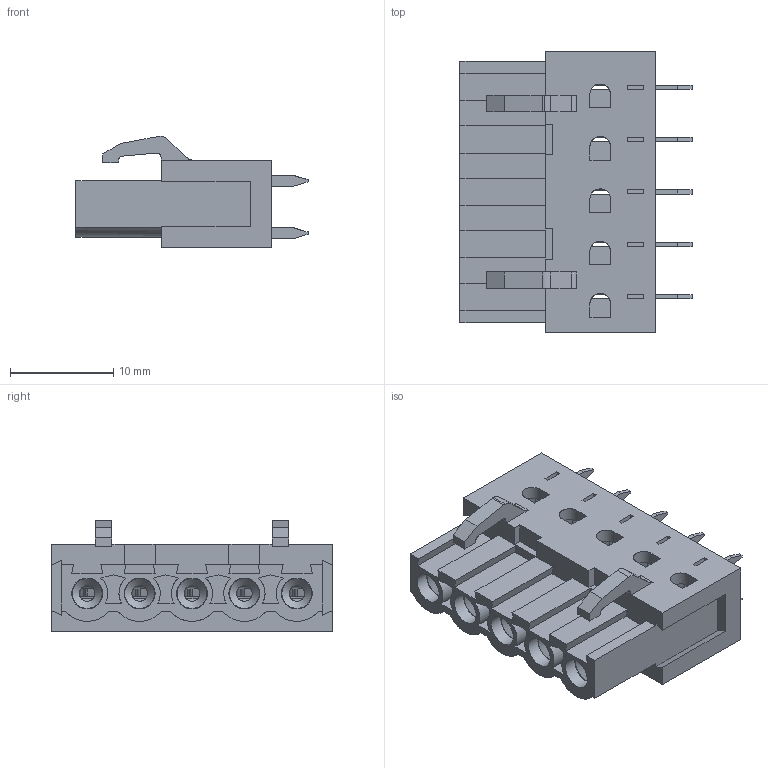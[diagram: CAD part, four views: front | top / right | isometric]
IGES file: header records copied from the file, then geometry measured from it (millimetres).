
Start section: C
Global section: file name: 691307500005.igs; native system:  By UGS Corp.; preprocessor: XPlus GENERIC/IGES 3.0; author: Author; organization: Title; date: 20130328.162802; units: millimetre
Bounding box: 22.5 x 27.32 x 10.8 mm (x, y, z)
Surface area: 5069.5 mm2 (no closed solid volume)
Topology: 0 solids, 0 shells, 845 faces, 4684 edges, 4664 vertices
Faces by surface type: bspline 845
